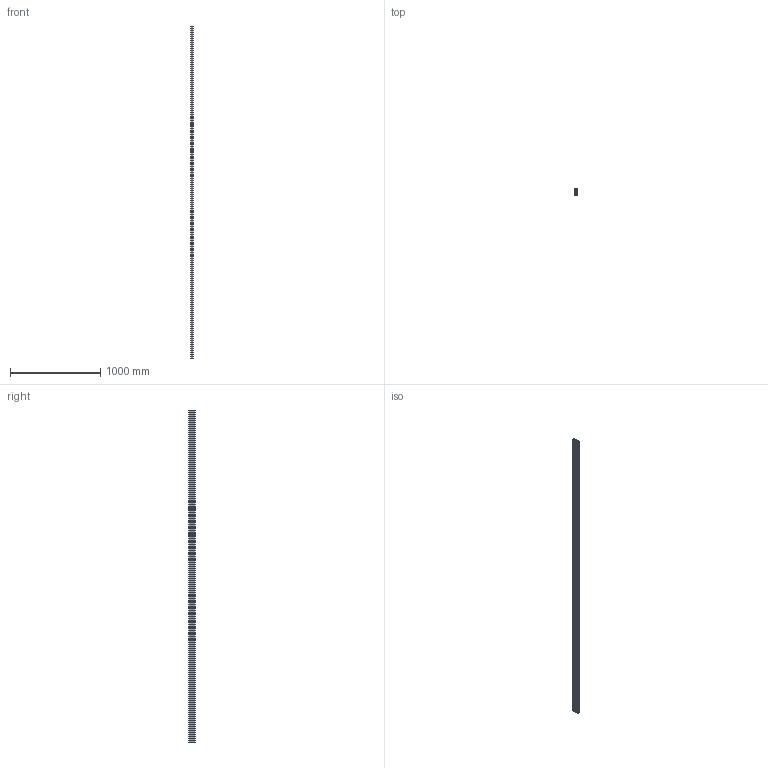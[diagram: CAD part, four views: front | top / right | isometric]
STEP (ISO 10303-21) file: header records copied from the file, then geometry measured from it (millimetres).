
FILE_DESCRIPTION (( 'STEP AP214' ), '1' );
FILE_NAME ('8020-1030-S- 1030-S x 145.STEP', '2018-12-31T00:06:03', ( '' ), ( '' ), 'SwSTEP 2.0', 'SolidWorks 2018', '' );
FILE_SCHEMA (( 'AUTOMOTIVE_DESIGN' ));
Length unit declared in the file: inch
Products named in the file (1): 8020-1030-S- 1030-S x 145
Bounding box: 25.4 x 76.2 x 3683 mm (x, y, z)
Volume: 2669732.7 mm3; surface area: 2176181.5 mm2
Topology: 1 solids, 1 shells, 199 faces, 591 edges, 394 vertices
Faces by surface type: cylinder 105, plane 94
Entity records: 6795 total; most frequent: DIRECTION 1201, CARTESIAN_POINT 1185, ORIENTED_EDGE 1182, EDGE_CURVE 591, AXIS2_PLACEMENT_3D 410, VERTEX_POINT 394, LINE 381, VECTOR 381
